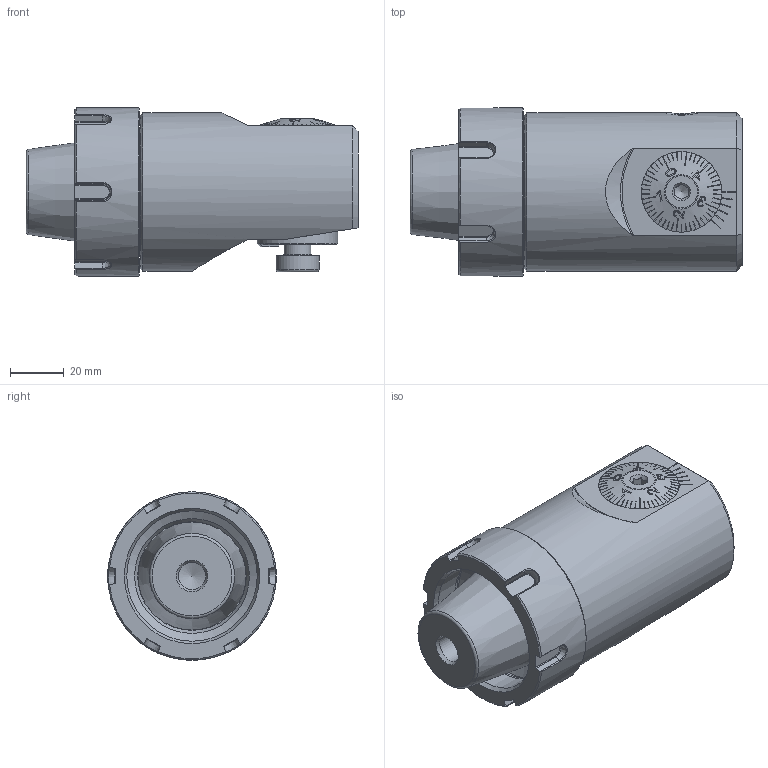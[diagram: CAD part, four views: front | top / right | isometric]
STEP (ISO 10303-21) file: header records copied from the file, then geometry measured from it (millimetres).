
FILE_DESCRIPTION (( 'STEP AP214' ), '1' );
FILE_NAME ('E40.F55.AA4.085.STEP', '2020-08-13T13:00:41', ( '' ), ( '' ), 'SwSTEP 2.0', 'SolidWorks 2017', '' );
FILE_SCHEMA (( 'AUTOMOTIVE_DESIGN' ));
Length unit declared in the file: millimetre
Products named in the file (17): WCB-ER2.001.009_A; A55-BG3.011.033_A_gek〉zt; DIN 3771 - 25x1.5; F55-BG1.AA4.030; MSX-ER1.XXX.XXX_A_Mutter Spannzangenkegel E40; E40-F55.AA3.085_A_Bohrungen gef〕lt; DIN 7984 - M10 x 16; A55-BG2.012.006_B; A55-BG2.013.005_C; ISO 4026 - M10 x 10; E40.F55.AA4.085; F55-BG1.012.012_A; Klebstoff D10; A55-BG2.011.016_D; F55-BG2.014.015_B_Fertig mit Gewinde; F55-BG1.DA3.030_A; Sprengring_15.07.2011_003_Sprengring ›40
Assembly tree (16 placements, depth 3):
  E40.F55.AA4.085
    E40-F55.AA3.085_A_Bohrungen gef〕lt
    F55-BG1.AA4.030
      F55-BG1.DA3.030_A
      F55-BG1.012.012_A
      A55-BG2.011.016_D
      F55-BG2.014.015_B_Fertig mit Gewinde
      A55-BG2.013.005_C
      DIN 3771 - 25x1.5
      A55-BG2.012.006_B
    A55-BG3.011.033_A_gek〉zt
    WCB-ER2.001.009_A
    Klebstoff D10
    DIN 7984 - M10 x 16
    ISO 4026 - M10 x 10
    Sprengring_15.07.2011_003_Sprengring ›40
    MSX-ER1.XXX.XXX_A_Mutter Spannzangenkegel E40
Bounding box: 123.5 x 62.7 x 62.7 mm (x, y, z)
Volume: 262931.2 mm3; surface area: 61455.8 mm2
Topology: 15 solids, 15 shells, 639 faces, 1661 edges, 1070 vertices
Faces by surface type: plane 336, cone 129, cylinder 98, bspline 41, torus 34, sphere 1
Full cylindrical faces by diameter (mm): 2.5 x3, 3.3 x2, 4 x1, 4.2 x5, 5 x1, 5.25 x1, 8 x2, 8.5 x2, 9.95 x1, 10 x4, 10.2 x1, 11.4 x1, 11.5 x1, 11.6 x1, 11.95 x1, 12 x4, 12.4 x1, 13 x1, 14 x2, 16 x1, 18 x1, 20 x1, 22 x1, 25 x3, 29.9 x1, 29.98 x1, 30 x3, 37.5 x1, 40 x2, 40.4 x2
Entity records: 25997 total; most frequent: CARTESIAN_POINT 8052, ORIENTED_EDGE 2974, DIRECTION 2534, EDGE_CURVE 1487, VERTEX_POINT 1031, AXIS2_PLACEMENT_3D 992, EDGE_LOOP 818, FACE_OUTER_BOUND 721
